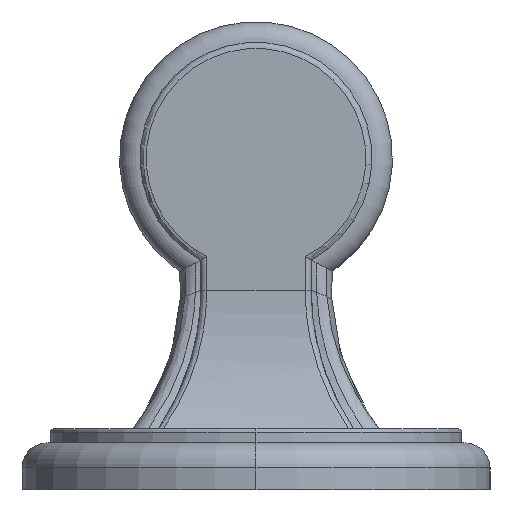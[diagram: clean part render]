
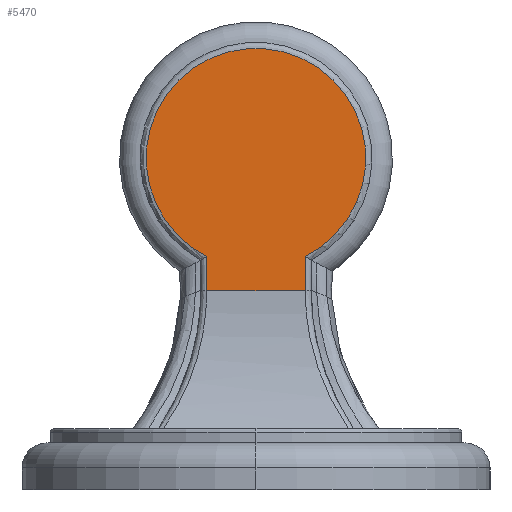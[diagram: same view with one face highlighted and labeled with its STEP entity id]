
A CAD part, left-side view. The second image highlights one B-rep face of the part: STEP entity #5470.
In plain terms, the highlighted planar face has unit normal (-1, 0, 0).
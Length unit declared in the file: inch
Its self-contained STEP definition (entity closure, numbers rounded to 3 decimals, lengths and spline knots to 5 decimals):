
#1775=DIRECTION('',(0.,0.,-1.));
#1776=VECTOR('',#1775,0.21848);
#1777=CARTESIAN_POINT('',(-16.35417,0.31517,
1.49549));
#1778=LINE('',#1777,#1776);
#1779=CARTESIAN_POINT('',(-16.35417,0.,2.125));
#1780=DIRECTION('',(1.,0.,0.));
#1781=DIRECTION('',(0.,0.448,-0.894));
#1782=AXIS2_PLACEMENT_3D('',#1779,#1780,#1781);
#1784=DIRECTION('',(0.,0.,1.));
#1785=VECTOR('',#1784,0.21848);
#1786=CARTESIAN_POINT('',(-16.35417,-0.31516,
1.277));
#1787=LINE('',#1786,#1785);
#1788=DIRECTION('',(0.,1.,0.));
#1789=VECTOR('',#1788,0.63033);
#1790=CARTESIAN_POINT('',(-16.35417,-0.31516,
1.277));
#1791=LINE('',#1790,#1789);
#2038=CARTESIAN_POINT('',(-16.35417,0.31517,
1.49549));
#2039=CARTESIAN_POINT('',(-16.35417,0.31516,
1.27701));
#2040=VERTEX_POINT('',#2038);
#2041=VERTEX_POINT('',#2039);
#2046=CARTESIAN_POINT('',(-16.35417,-0.31517,
1.49549));
#2047=VERTEX_POINT('',#2046);
#2052=CARTESIAN_POINT('',(-16.35417,-0.31516,
1.277));
#2053=VERTEX_POINT('',#2052);
#5457=CARTESIAN_POINT('',(-16.35417,-0.625,1.277));
#5458=DIRECTION('',(1.,0.,0.));
#5459=DIRECTION('',(0.,0.,1.));
#5460=AXIS2_PLACEMENT_3D('',#5457,#5458,#5459);
#5461=PLANE('',#5460);
#5463=ORIENTED_EDGE('',*,*,#5462,.F.);
#5465=ORIENTED_EDGE('',*,*,#5464,.T.);
#5466=ORIENTED_EDGE('',*,*,#5450,.F.);
#5467=ORIENTED_EDGE('',*,*,#4782,.T.);
#5468=EDGE_LOOP('',(#5463,#5465,#5466,#5467));
#5469=FACE_OUTER_BOUND('',#5468,.F.);
#5470=ADVANCED_FACE('',(#5469),#5461,.F.);
#1783=CIRCLE('',#1782,0.704);
#4782=EDGE_CURVE('',#2053,#2041,#1791,.T.);
#5450=EDGE_CURVE('',#2053,#2047,#1787,.T.);
#5462=EDGE_CURVE('',#2040,#2041,#1778,.T.);
#5464=EDGE_CURVE('',#2040,#2047,#1783,.T.);
